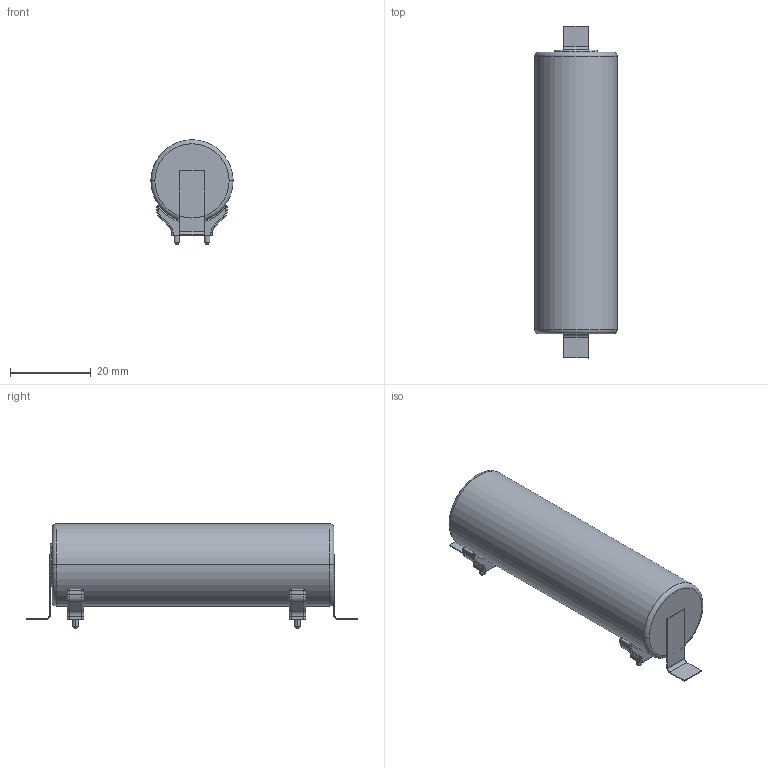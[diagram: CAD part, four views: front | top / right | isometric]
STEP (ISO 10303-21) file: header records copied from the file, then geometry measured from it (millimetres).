
FILE_DESCRIPTION(('CATIA V5 STEP Exchange','CAx-IF Rec.Pracs.--- Model Styling and Organization---1.4--- 2014-01-23','CAx-IF Rec.Pracs.---3D Tessellated Data Validation Properties---0.5---2014-09-14'),'2;1');
FILE_NAME('ncr2070_asm.stp','2025-05-16T04:26:48+00:00',('none'),('none'),'CATIA Version 5-6 Release 2018 SP6 HF31','CATIA V5 STEP AP242','none');
FILE_SCHEMA(('AP242_MANAGED_MODEL_BASED_3D_ENGINEERING_MIM_LF {1 0 10303 442 1 1 4}'));
Length unit declared in the file: millimetre
Products named in the file (6): ncr2070_asm; NCR2070C; support; support.2; contact; nickel_strip
Assembly tree (6 placements, depth 3):
  ncr2070_asm
    NCR2070C
    support
    support.2
    contact  x2
      nickel_strip
Bounding box: 20.4 x 82.3 x 25.9 mm (x, y, z)
Volume: 23354.3 mm3; surface area: 6236.7 mm2
Topology: 5 solids, 5 shells, 139 faces, 310 edges, 178 vertices
Faces by surface type: cylinder 52, plane 43, torus 28, bspline 8, cone 8
Entity records: 8742 total; most frequent: CARTESIAN_POINT 5924, ORIENTED_EDGE 556, DIRECTION 514, EDGE_CURVE 278, AXIS2_PLACEMENT_3D 262, VERTEX_POINT 162, CIRCLE 134, EDGE_LOOP 134
